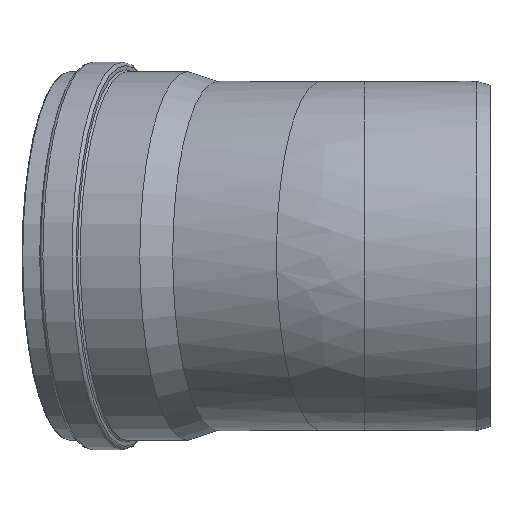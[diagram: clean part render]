
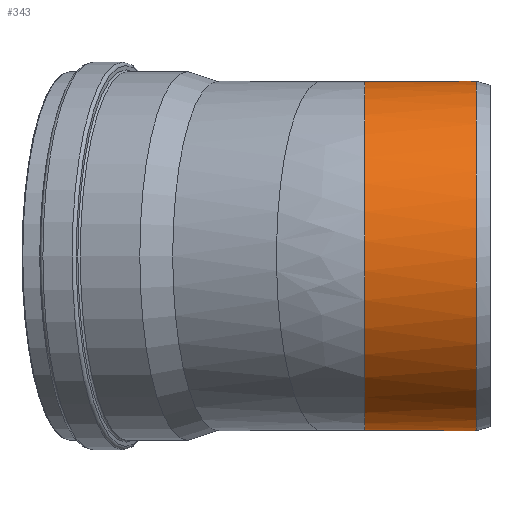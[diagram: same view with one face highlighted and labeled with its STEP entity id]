
A CAD part, left-side view. The second image highlights one B-rep face of the part: STEP entity #343.
In plain terms, the highlighted cylindrical face has radius 250 mm (diameter 500 mm), a full revolution.
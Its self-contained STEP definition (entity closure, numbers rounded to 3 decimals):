
#34=FACE_BOUND('',#141,.T.);
#63=CYLINDRICAL_SURFACE('',#379,250.);
#73=CIRCLE('',#377,250.);
#75=CIRCLE('',#380,250.);
#108=FACE_OUTER_BOUND('',#140,.T.);
#140=EDGE_LOOP('',(#278,#279));
#141=EDGE_LOOP('',(#280));
#199=ELLIPSE('',#375,253.101,250.);
#203=VERTEX_POINT('',#604);
#205=VERTEX_POINT('',#619);
#207=VERTEX_POINT('',#666);
#236=EDGE_CURVE('',#203,#205,#199,.T.);
#239=EDGE_CURVE('',#205,#203,#73,.T.);
#241=EDGE_CURVE('',#207,#207,#75,.T.);
#278=ORIENTED_EDGE('',*,*,#236,.F.);
#279=ORIENTED_EDGE('',*,*,#239,.F.);
#280=ORIENTED_EDGE('',*,*,#241,.T.);
#343=ADVANCED_FACE('',(#108,#34),#63,.T.);
#375=AXIS2_PLACEMENT_3D('',#620,#439,#440);
#377=AXIS2_PLACEMENT_3D('',#663,#443,#444);
#379=AXIS2_PLACEMENT_3D('',#665,#447,#448);
#380=AXIS2_PLACEMENT_3D('',#667,#449,#450);
#439=DIRECTION('center_axis',(0.156,0.988,0.));
#440=DIRECTION('ref_axis',(0.988,-0.156,0.));
#443=DIRECTION('center_axis',(0.,1.,0.));
#444=DIRECTION('ref_axis',(1.,0.,0.));
#447=DIRECTION('center_axis',(0.,1.,0.));
#448=DIRECTION('ref_axis',(1.,0.,0.));
#449=DIRECTION('center_axis',(0.,1.,0.));
#450=DIRECTION('ref_axis',(1.,0.,0.));
#604=CARTESIAN_POINT('',(197.5,179.537,153.277));
#619=CARTESIAN_POINT('',(197.5,179.537,-153.277));
#620=CARTESIAN_POINT('Origin',(0.,210.739,0.));
#663=CARTESIAN_POINT('Origin',(0.,179.537,0.));
#665=CARTESIAN_POINT('Origin',(0.,0.,0.));
#666=CARTESIAN_POINT('',(0.,20.,-250.));
#667=CARTESIAN_POINT('Origin',(0.,20.,0.));
